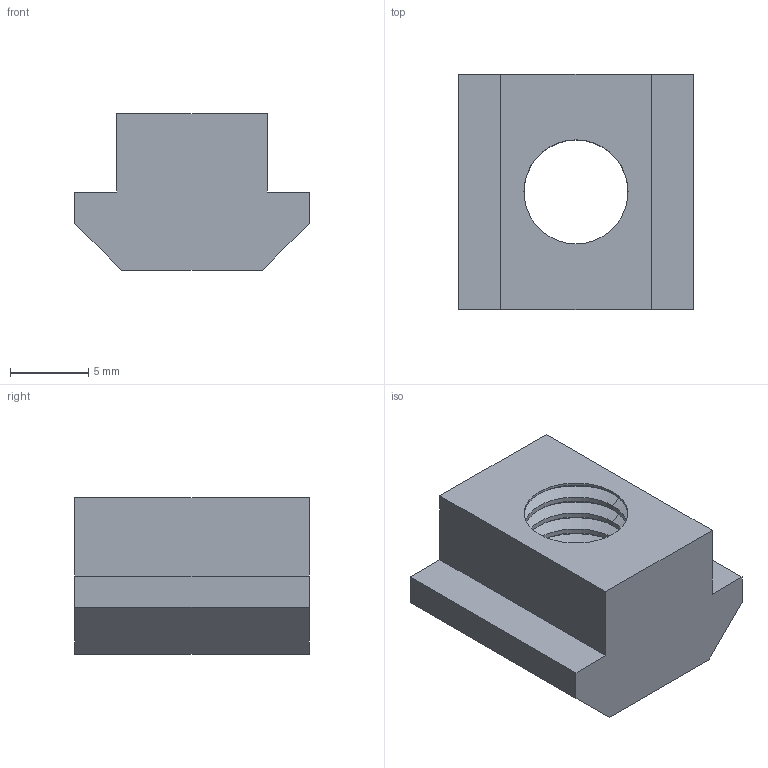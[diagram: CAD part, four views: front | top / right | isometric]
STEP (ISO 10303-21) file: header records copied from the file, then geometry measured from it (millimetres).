
FILE_DESCRIPTION(('STEP AP214'),'1');
FILE_NAME(' ',' ',('TraceParts'),('TraceParts S.A.'),'XStep 1.0',' ',' ');
FILE_SCHEMA(('automotive_design'));
Length unit declared in the file: millimetre
Products named in the file (1): 1
Bounding box: 15 x 15 x 10 mm (x, y, z)
Volume: 1295.3 mm3; surface area: 1233.6 mm2
Topology: 1 solids, 1 shells, 94 faces, 196 edges, 104 vertices
Faces by surface type: torus 32, cone 32, cylinder 18, plane 12
Entity records: 4736 total; most frequent: DIRECTION 502, STYLED_ITEM 395, PRESENTATION_STYLE_ASSIGNMENT 395, CARTESIAN_POINT 395, COLOUR_RGB 395, ORIENTED_EDGE 392, AXIS2_PLACEMENT_3D 211, EDGE_CURVE 196
